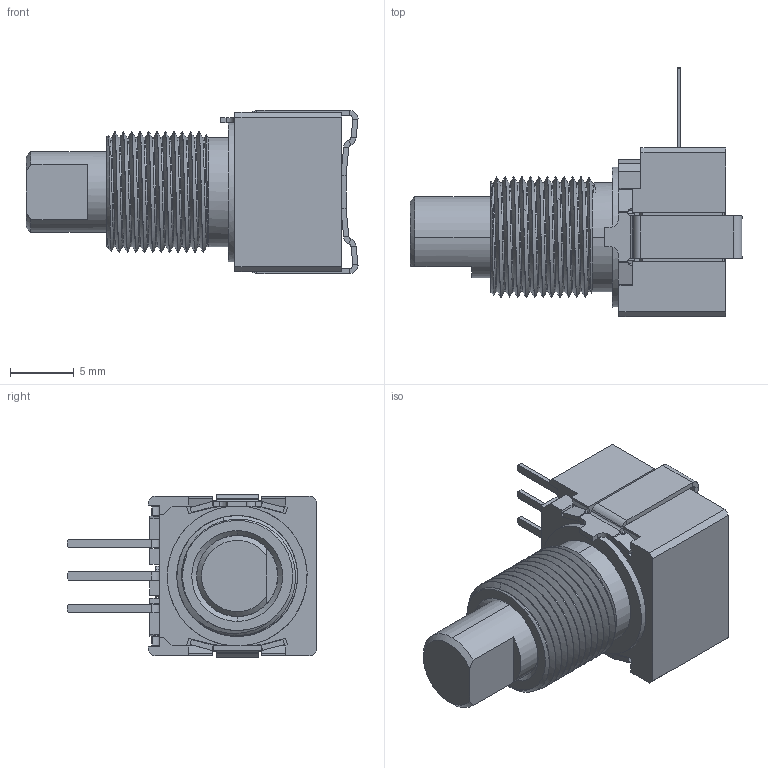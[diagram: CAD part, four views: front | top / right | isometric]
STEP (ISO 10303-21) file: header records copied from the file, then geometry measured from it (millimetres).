
FILE_DESCRIPTION((''),'2;1');
FILE_NAME('51AAD-C20-A15L','2017-05-16T',('RICKB'),('Bourns, Inc.'),'CREO PARAMETRIC BY PTC INC, 2016130','CREO PARAMETRIC BY PTC INC, 2016130','');
FILE_SCHEMA(('CONFIG_CONTROL_DESIGN'));
Length unit declared in the file: inch
Products named in the file (1): 51AAD-C20-A15L
Bounding box: 26.03 x 19.58 x 12.81 mm (x, y, z)
Volume: 1948.7 mm3; surface area: 2274.7 mm2
Topology: 2 solids, 5 shells, 740 faces, 1942 edges, 1226 vertices
Faces by surface type: plane 488, cylinder 153, extrusion 55, bspline 35, cone 9
Entity records: 30967 total; most frequent: CARTESIAN_POINT 13140, ORIENTED_EDGE 3884, DIRECTION 3308, EDGE_CURVE 1942, VECTOR 1472, LINE 1417, VERTEX_POINT 1226, AXIS2_PLACEMENT_3D 918
